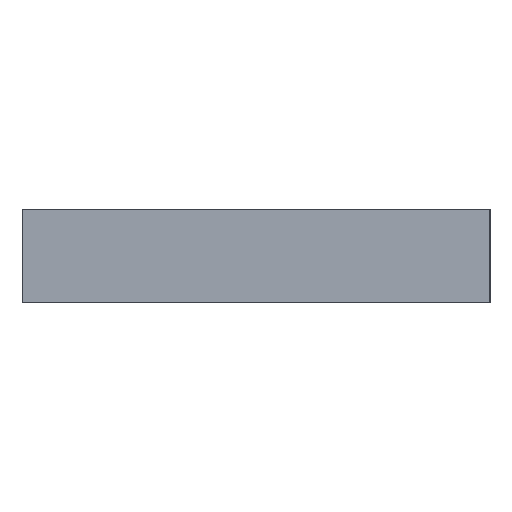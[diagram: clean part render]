
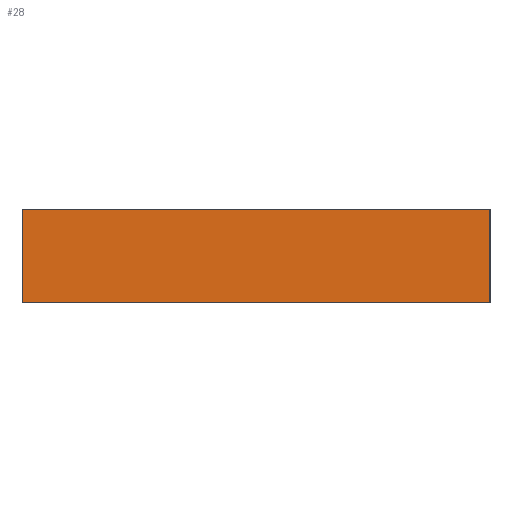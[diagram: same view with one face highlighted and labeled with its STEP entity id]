
A CAD part, left-side view. The second image highlights one B-rep face of the part: STEP entity #28.
In plain terms, the highlighted planar face has unit normal (-1, 0, 0).
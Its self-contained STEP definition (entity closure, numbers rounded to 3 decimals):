
#28=ADVANCED_FACE('',(#39),#202,.T.);
#39=FACE_OUTER_BOUND('',#50,.T.);
#50=EDGE_LOOP('',(#80,#81,#82,#83));
#80=ORIENTED_EDGE('',*,*,#132,.T.);
#81=ORIENTED_EDGE('',*,*,#125,.T.);
#82=ORIENTED_EDGE('',*,*,#133,.F.);
#83=ORIENTED_EDGE('',*,*,#130,.F.);
#125=EDGE_CURVE('',#176,#179,#167,.T.);
#130=EDGE_CURVE('',#182,#183,#172,.T.);
#132=EDGE_CURVE('',#182,#176,#174,.T.);
#133=EDGE_CURVE('',#183,#179,#175,.T.);
#167=B_SPLINE_CURVE_WITH_KNOTS('',1,(#318,#319),.UNSPECIFIED.,.F.,.F.,(2,
2),(0.,40.),.UNSPECIFIED.);
#172=B_SPLINE_CURVE_WITH_KNOTS('',1,(#328,#329),.UNSPECIFIED.,.F.,.F.,(2,
2),(0.,40.),.UNSPECIFIED.);
#174=B_SPLINE_CURVE_WITH_KNOTS('',1,(#332,#333),.UNSPECIFIED.,.F.,.F.,(2,
2),(2200.,2400.),.UNSPECIFIED.);
#175=B_SPLINE_CURVE_WITH_KNOTS('',1,(#334,#335),.UNSPECIFIED.,.F.,.F.,(2,
2),(2200.,2400.),.UNSPECIFIED.);
#176=VERTEX_POINT('',#294);
#179=VERTEX_POINT('',#297);
#182=VERTEX_POINT('',#300);
#183=VERTEX_POINT('',#301);
#202=PLANE('',#228);
#228=AXIS2_PLACEMENT_3D('',#286,#252,$);
#252=DIRECTION('',(-1.,0.,0.));
#286=CARTESIAN_POINT('',(0.,200.,0.));
#294=CARTESIAN_POINT('',(0.,0.,0.));
#297=CARTESIAN_POINT('',(0.,0.,40.));
#300=CARTESIAN_POINT('',(0.,200.,0.));
#301=CARTESIAN_POINT('',(0.,200.,40.));
#318=CARTESIAN_POINT('',(0.,0.,0.));
#319=CARTESIAN_POINT('',(0.,0.,40.));
#328=CARTESIAN_POINT('',(0.,200.,0.));
#329=CARTESIAN_POINT('',(0.,200.,40.));
#332=CARTESIAN_POINT('',(0.,200.,0.));
#333=CARTESIAN_POINT('',(0.,0.,0.));
#334=CARTESIAN_POINT('',(0.,200.,40.));
#335=CARTESIAN_POINT('',(0.,0.,40.));
